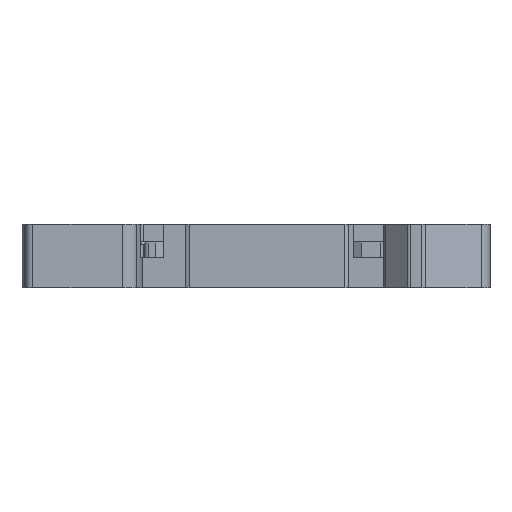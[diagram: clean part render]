
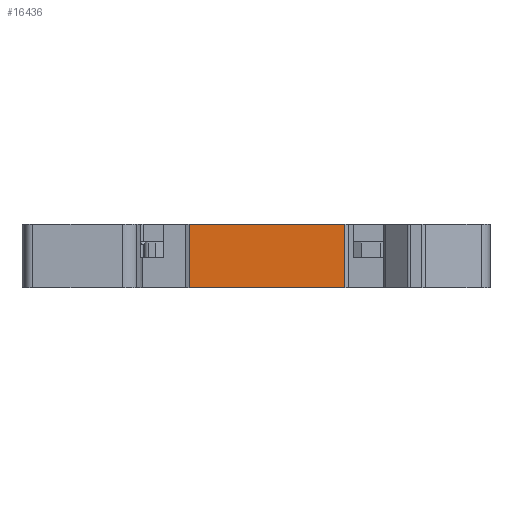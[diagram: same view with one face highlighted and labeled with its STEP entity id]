
A CAD part, front view. The second image highlights one B-rep face of the part: STEP entity #16436.
In plain terms, the highlighted planar face has unit normal (0, -1, 0).
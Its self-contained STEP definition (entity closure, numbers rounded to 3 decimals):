
#4456=DIRECTION('',(1.,0.,0.));
#4457=VECTOR('',#4456,20.);
#4458=CARTESIAN_POINT('',(-8.6,0.,4.1));
#4459=LINE('',#4458,#4457);
#4460=DIRECTION('',(0.,0.,-1.));
#4461=VECTOR('',#4460,8.2);
#4462=CARTESIAN_POINT('',(11.4,0.,4.1));
#4463=LINE('',#4462,#4461);
#4464=DIRECTION('',(-1.,0.,0.));
#4465=VECTOR('',#4464,20.);
#4466=CARTESIAN_POINT('',(11.4,0.,-4.1));
#4467=LINE('',#4466,#4465);
#4468=DIRECTION('',(0.,0.,-1.));
#4469=VECTOR('',#4468,8.2);
#4470=CARTESIAN_POINT('',(-8.6,0.,4.1));
#4471=LINE('',#4470,#4469);
#10087=CARTESIAN_POINT('',(-8.6,0.,-4.1));
#10088=VERTEX_POINT('',#10087);
#10089=CARTESIAN_POINT('',(11.4,0.,-4.1));
#10090=VERTEX_POINT('',#10089);
#11078=CARTESIAN_POINT('',(11.4,0.,4.1));
#11079=VERTEX_POINT('',#11078);
#11080=CARTESIAN_POINT('',(-8.6,0.,4.1));
#11081=VERTEX_POINT('',#11080);
#16424=CARTESIAN_POINT('',(1.4,0.,0.));
#16425=DIRECTION('',(0.,1.,0.));
#16426=DIRECTION('',(1.,0.,0.));
#16427=AXIS2_PLACEMENT_3D('',#16424,#16425,#16426);
#16428=PLANE('',#16427);
#16429=ORIENTED_EDGE('',*,*,#15905,.T.);
#16430=ORIENTED_EDGE('',*,*,#16419,.T.);
#16431=ORIENTED_EDGE('',*,*,#14691,.T.);
#16433=ORIENTED_EDGE('',*,*,#16432,.F.);
#16434=EDGE_LOOP('',(#16429,#16430,#16431,#16433));
#16435=FACE_OUTER_BOUND('',#16434,.F.);
#14691=EDGE_CURVE('',#10090,#10088,#4467,.T.);
#15905=EDGE_CURVE('',#11081,#11079,#4459,.T.);
#16419=EDGE_CURVE('',#11079,#10090,#4463,.T.);
#16432=EDGE_CURVE('',#11081,#10088,#4471,.T.);
#16436=ADVANCED_FACE('',(#16435),#16428,.F.);
